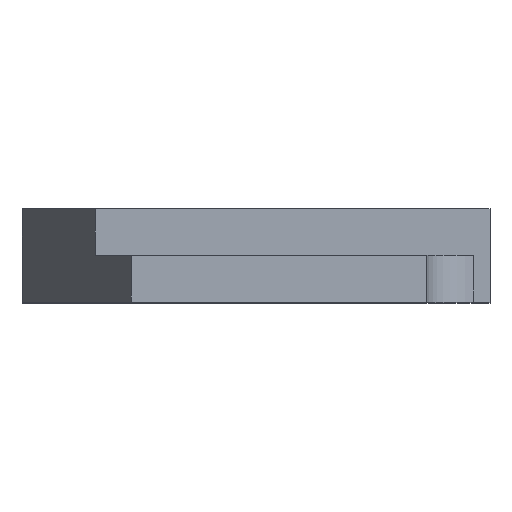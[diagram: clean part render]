
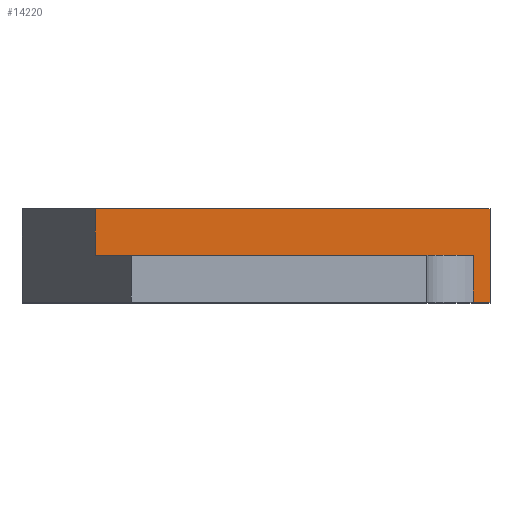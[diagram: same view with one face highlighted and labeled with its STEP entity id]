
A CAD part, top view. The second image highlights one B-rep face of the part: STEP entity #14220.
In plain terms, the highlighted planar face has unit normal (0, 0, 1).
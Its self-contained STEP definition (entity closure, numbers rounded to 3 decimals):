
#7020=CARTESIAN_POINT('',(-157.994,-32.85,-12.5));
#7030=VERTEX_POINT('',#7020);
#7060=CARTESIAN_POINT('',(-160.564,-32.85,-12.5));
#7070=DIRECTION('',(-1.,0.,0.));
#7080=VECTOR('',#7070,1.);
#7090=LINE('',#7060,#7080);
#7100=CARTESIAN_POINT('',(-157.45,-32.85,-12.5));
#7110=VERTEX_POINT('',#7100);
#7120=EDGE_CURVE('',#7110,#7030,#7090,.T.);
#13630=CARTESIAN_POINT('',(-157.45,-29.85,-12.5));
#13640=VERTEX_POINT('',#13630);
#13740=CARTESIAN_POINT('',(-157.45,-32.1,-12.5));
#13750=DIRECTION('',(0.,1.,0.));
#13760=VECTOR('',#13750,1.);
#13770=LINE('',#13740,#13760);
#13780=EDGE_CURVE('',#7110,#13640,#13770,.T.);
#13830=CARTESIAN_POINT('',(-173.95,-29.85,-12.5));
#13840=DIRECTION('',(-0.,-0.,-1.));
#13850=DIRECTION('',(0.,-1.,0.));
#13860=AXIS2_PLACEMENT_3D('',#13830,#13840,#13850);
#13870=PLANE('',#13860);
#13880=CARTESIAN_POINT('',(-170.105,-32.1,-12.5));
#13890=DIRECTION('',(0.,-1.,0.));
#13900=VECTOR('',#13890,1.);
#13910=LINE('',#13880,#13900);
#13920=CARTESIAN_POINT('',(-170.105,-29.85,-12.5));
#13930=VERTEX_POINT('',#13920);
#13940=CARTESIAN_POINT('',(-170.105,-31.35,-12.5));
#13950=VERTEX_POINT('',#13940);
#13960=EDGE_CURVE('',#13930,#13950,#13910,.T.);
#13970=ORIENTED_EDGE('',*,*,#13960,.T.);
#13980=CARTESIAN_POINT('',(-160.564,-29.85,-12.5));
#13990=DIRECTION('',(-1.,0.,0.));
#14000=VECTOR('',#13990,1.);
#14010=LINE('',#13980,#14000);
#14020=EDGE_CURVE('',#13640,#13930,#14010,.T.);
#14030=ORIENTED_EDGE('',*,*,#14020,.T.);
#14040=ORIENTED_EDGE('',*,*,#13780,.T.);
#14050=ORIENTED_EDGE('',*,*,#7120,.F.);
#14060=CARTESIAN_POINT('',(-157.994,-32.1,-12.5));
#14070=DIRECTION('',(0.,1.,0.));
#14080=VECTOR('',#14070,1.);
#14090=LINE('',#14060,#14080);
#14100=CARTESIAN_POINT('',(-157.994,-31.35,-12.5));
#14110=VERTEX_POINT('',#14100);
#14120=EDGE_CURVE('',#7030,#14110,#14090,.T.);
#14130=ORIENTED_EDGE('',*,*,#14120,.F.);
#14140=CARTESIAN_POINT('',(-160.564,-31.35,-12.5));
#14150=DIRECTION('',(1.,0.,0.));
#14160=VECTOR('',#14150,1.);
#14170=LINE('',#14140,#14160);
#14180=EDGE_CURVE('',#13950,#14110,#14170,.T.);
#14190=ORIENTED_EDGE('',*,*,#14180,.T.);
#14200=EDGE_LOOP('',(#14190,#14130,#14050,#14040,#14030,#13970));
#14210=FACE_OUTER_BOUND('',#14200,.T.);
#14220=ADVANCED_FACE('',(#14210),#13870,.F.);
